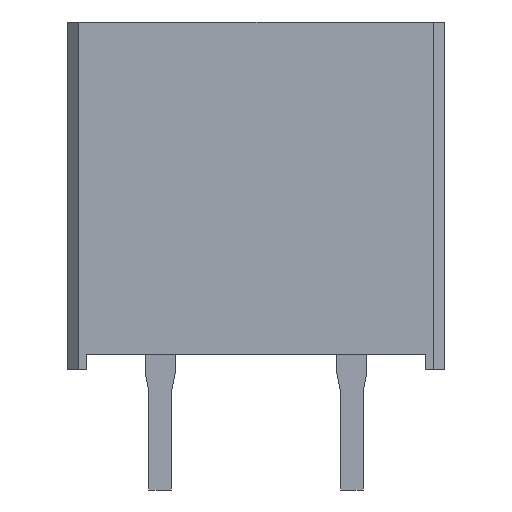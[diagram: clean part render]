
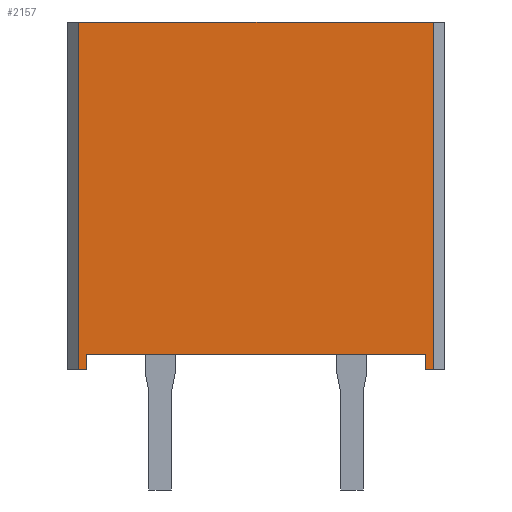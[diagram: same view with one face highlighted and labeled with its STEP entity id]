
A CAD part, left-side view. The second image highlights one B-rep face of the part: STEP entity #2157.
In plain terms, the highlighted planar face has unit normal (-1, 0, 0).
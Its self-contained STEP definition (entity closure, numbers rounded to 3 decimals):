
#65=CARTESIAN_POINT('',(-9.09,-2.35,-2.3));
#66=VERTEX_POINT('',#65);
#75=CARTESIAN_POINT('',(-9.09,-2.24,-2.3));
#76=VERTEX_POINT('',#75);
#77=CARTESIAN_POINT('',(-9.09,-2.24,-2.3));
#78=DIRECTION('',(0.,-1.,0.));
#79=VECTOR('',#78,0.11);
#80=LINE('',#77,#79);
#81=EDGE_CURVE('',#76,#66,#80,.T.);
#1291=CARTESIAN_POINT('',(-9.09,2.35,2.3));
#1292=VERTEX_POINT('',#1291);
#1299=CARTESIAN_POINT('',(-9.09,-2.35,2.3));
#1300=VERTEX_POINT('',#1299);
#1301=CARTESIAN_POINT('',(-9.09,2.35,2.3));
#1302=DIRECTION('',(0.,-1.,0.));
#1303=VECTOR('',#1302,4.7);
#1304=LINE('',#1301,#1303);
#1305=EDGE_CURVE('',#1292,#1300,#1304,.T.);
#2098=CARTESIAN_POINT('',(-9.09,-2.35,-2.3));
#2099=DIRECTION('',(0.,0.,1.));
#2100=VECTOR('',#2099,4.6);
#2101=LINE('',#2098,#2100);
#2102=EDGE_CURVE('',#66,#1300,#2101,.T.);
#2109=CARTESIAN_POINT('',(-9.09,0.,0.));
#2110=DIRECTION('',(0.,-1.,0.));
#2111=DIRECTION('',(-1.,0.,0.));
#2112=AXIS2_PLACEMENT_3D('',#2109,#2111,#2110);
#2113=PLANE('',#2112);
#2114=ORIENTED_EDGE('',*,*,#1305,.F.);
#2115=CARTESIAN_POINT('',(-9.09,2.35,-2.3));
#2116=VERTEX_POINT('',#2115);
#2117=CARTESIAN_POINT('',(-9.09,2.35,-2.3));
#2118=DIRECTION('',(0.,0.,1.));
#2119=VECTOR('',#2118,4.6);
#2120=LINE('',#2117,#2119);
#2121=EDGE_CURVE('',#2116,#1292,#2120,.T.);
#2122=ORIENTED_EDGE('',*,*,#2121,.F.);
#2123=CARTESIAN_POINT('',(-9.09,2.24,-2.3));
#2124=VERTEX_POINT('',#2123);
#2125=CARTESIAN_POINT('',(-9.09,2.24,-2.3));
#2126=DIRECTION('',(0.,1.,0.));
#2127=VECTOR('',#2126,0.11);
#2128=LINE('',#2125,#2127);
#2129=EDGE_CURVE('',#2124,#2116,#2128,.T.);
#2130=ORIENTED_EDGE('',*,*,#2129,.F.);
#2131=CARTESIAN_POINT('',(-9.09,2.24,-2.1));
#2132=VERTEX_POINT('',#2131);
#2133=CARTESIAN_POINT('',(-9.09,2.24,-2.3));
#2134=DIRECTION('',(0.,0.,1.));
#2135=VECTOR('',#2134,0.2);
#2136=LINE('',#2133,#2135);
#2137=EDGE_CURVE('',#2124,#2132,#2136,.T.);
#2138=ORIENTED_EDGE('',*,*,#2137,.T.);
#2139=CARTESIAN_POINT('',(-9.09,-2.24,-2.1));
#2140=VERTEX_POINT('',#2139);
#2141=CARTESIAN_POINT('',(-9.09,2.24,-2.1));
#2142=DIRECTION('',(0.,-1.,0.));
#2143=VECTOR('',#2142,4.48);
#2144=LINE('',#2141,#2143);
#2145=EDGE_CURVE('',#2132,#2140,#2144,.T.);
#2146=ORIENTED_EDGE('',*,*,#2145,.T.);
#2147=CARTESIAN_POINT('',(-9.09,-2.24,-2.1));
#2148=DIRECTION('',(0.,0.,-1.));
#2149=VECTOR('',#2148,0.2);
#2150=LINE('',#2147,#2149);
#2151=EDGE_CURVE('',#2140,#76,#2150,.T.);
#2152=ORIENTED_EDGE('',*,*,#2151,.T.);
#2153=ORIENTED_EDGE('',*,*,#81,.T.);
#2154=ORIENTED_EDGE('',*,*,#2102,.T.);
#2155=EDGE_LOOP('',(#2114,#2122,#2130,#2138,#2146,#2152,#2153,#2154));
#2156=FACE_OUTER_BOUND('',#2155,.T.);
#2157=ADVANCED_FACE('',(#2156),#2113,.T.);
